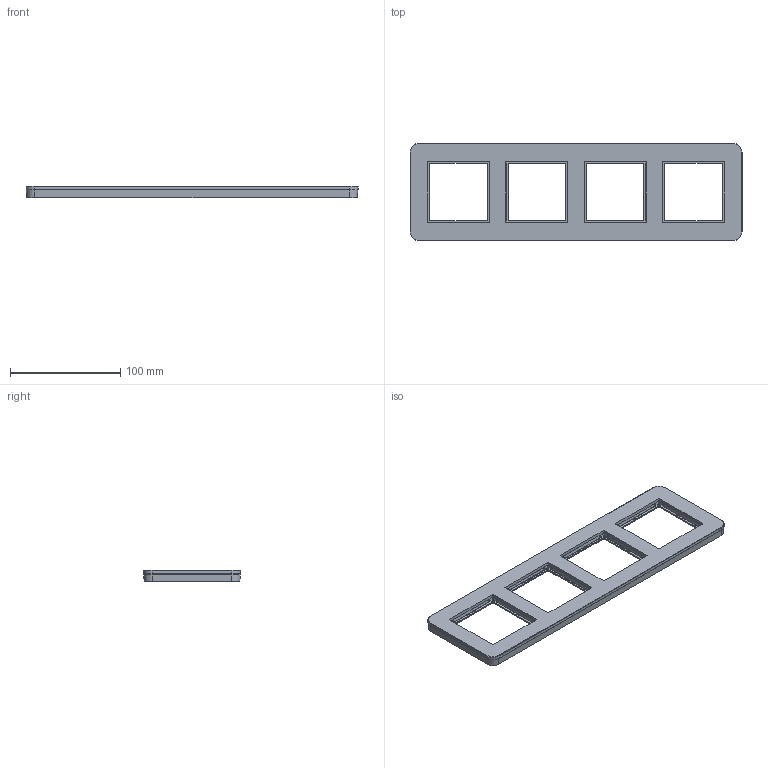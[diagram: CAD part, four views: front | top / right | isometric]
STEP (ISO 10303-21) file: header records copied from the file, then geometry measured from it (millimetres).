
FILE_DESCRIPTION((''),'2;1');
FILE_NAME('WAD9400ALV_ASM','2025-02-24T13:37:25',('andolfs'),(''),'CREO PARAMETRIC BY PTC INC, 2023154','CREO PARAMETRIC BY PTC INC, 2023154','');
FILE_SCHEMA(('CONFIG_CONTROL_DESIGN','SHAPE_APPEARANCE_LAYERS_GROUPS'));
Products named in the file (8): W4G0249_18; W4H0048_18; W1A2407_BG; W1A2478_DC; 9204676000_KLEBEPAD; 9204677000_KLEBEPAD; W2A0636_00_ASM; WAD9400ALV_ASM
Assembly tree (9 placements, depth 3):
  WAD9400ALV_ASM
    W4G0249_18
    W2A0636_00_ASM
      W4H0048_18
      W1A2407_BG
      W1A2478_DC
      9204676000_KLEBEPAD
      9204677000_KLEBEPAD  x3
Bounding box: 301 x 88 x 10 mm (x, y, z)
Volume: 78789.5 mm3; surface area: 92987.6 mm2
Topology: 6 solids, 6 shells, 2728 faces, 7150 edges, 4548 vertices
Faces by surface type: plane 946, extrusion 806, cylinder 384, bspline 272, cone 124, torus 116, sphere 64, revolution 16
Entity records: 156752 total; most frequent: CARTESIAN_POINT 52626, ORIENTED_EDGE 14108, PRESENTATION_STYLE_ASSIGNMENT 10438, STYLED_ITEM 10438, DIRECTION 10188, CURVE_STYLE 7780, EDGE_CURVE 7054, VERTEX_POINT 4484
